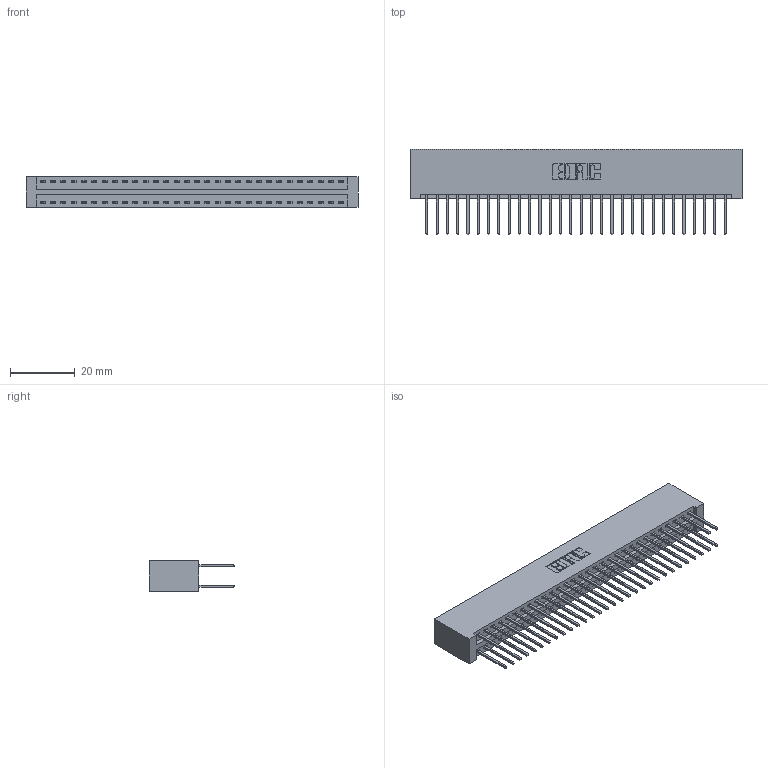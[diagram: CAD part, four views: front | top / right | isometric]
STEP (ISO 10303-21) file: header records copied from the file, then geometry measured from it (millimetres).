
FILE_DESCRIPTION (( 'STEP AP203' ), '1' );
FILE_NAME ('346-060-522-201.STEP', '2022-05-21T10:45:07', ( '' ), ( '' ), 'SwSTEP 2.0', 'SolidWorks 2020', '' );
FILE_SCHEMA (( 'CONFIG_CONTROL_DESIGN' ));
Length unit declared in the file: inch
Products named in the file (3): 345-292-001_345-293-122; 346 Part_No Mounting Lugs; 346-060-522-201
Assembly tree (61 placements, depth 2):
  346-060-522-201
    346 Part_No Mounting Lugs
    345-292-001_345-293-122  x60
Bounding box: 102.49 x 26.42 x 9.4 mm (x, y, z)
Volume: 10627.8 mm3; surface area: 15295.9 mm2
Topology: 61 solids, 61 shells, 3234 faces, 9605 edges, 6322 vertices
Faces by surface type: plane 2172, cylinder 1062
Entity records: 20935 total; most frequent: CARTESIAN_POINT 3464, ORIENTED_EDGE 3398, DIRECTION 3099, EDGE_CURVE 1699, VECTOR 1455, LINE 1455, VERTEX_POINT 1130, AXIS2_PLACEMENT_3D 822
